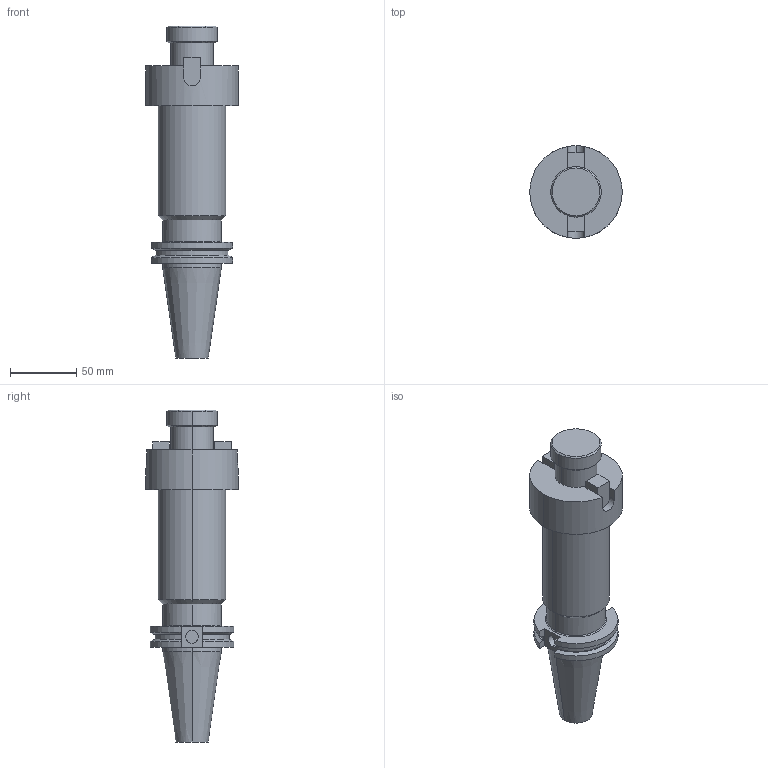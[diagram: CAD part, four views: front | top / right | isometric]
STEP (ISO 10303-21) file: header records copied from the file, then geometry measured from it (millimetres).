
FILE_DESCRIPTION (( 'STEP AP203' ), '1' );
FILE_NAME ('STP-22715-6.STEP', '2018-08-22T03:59:41', ( '' ), ( '' ), 'SwSTEP 2.0', 'SolidWorks 2015', '' );
FILE_SCHEMA (( 'CONFIG_CONTROL_DESIGN' ));
Length unit declared in the file: millimetre
Products named in the file (1): STP-22715-6
Bounding box: 69.85 x 69.85 x 250.8 mm (x, y, z)
Volume: 450039.6 mm3; surface area: 54664.4 mm2
Topology: 4 solids, 4 shells, 86 faces, 201 edges, 128 vertices
Faces by surface type: plane 37, cylinder 32, cone 14, torus 2, bspline 1
Entity records: 2650 total; most frequent: CARTESIAN_POINT 574, DIRECTION 436, ORIENTED_EDGE 398, EDGE_CURVE 199, AXIS2_PLACEMENT_3D 164, VERTEX_POINT 128, LINE 108, VECTOR 108
